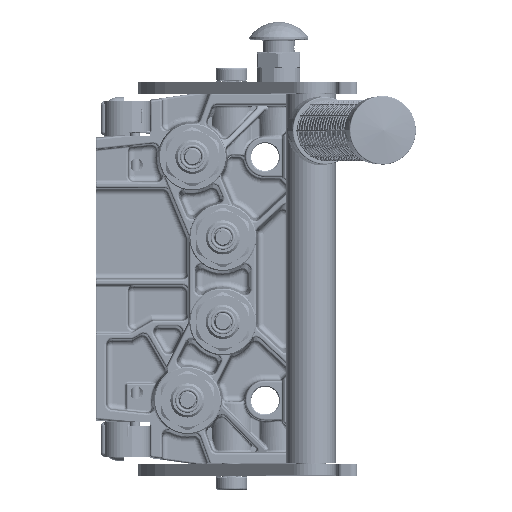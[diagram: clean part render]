
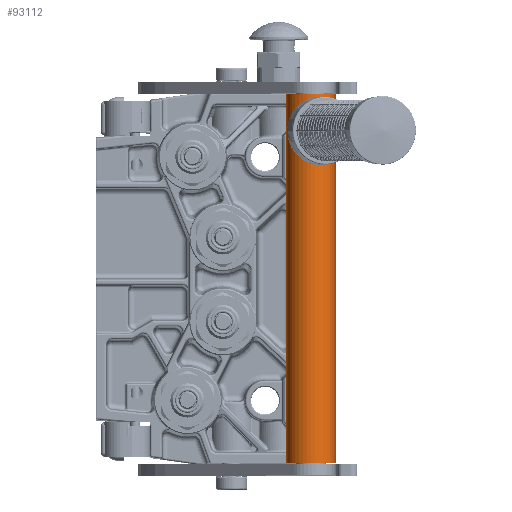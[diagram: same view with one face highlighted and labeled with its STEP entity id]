
A CAD part, top view. The second image highlights one B-rep face of the part: STEP entity #93112.
In plain terms, the highlighted cylindrical face has radius 12.5 mm (diameter 25 mm), a partial arc.
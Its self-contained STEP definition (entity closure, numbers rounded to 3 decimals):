
#737 = CARTESIAN_POINT ( 'NONE',  ( 192., 0., 12.5 ) ) ;
#4562 = EDGE_CURVE ( 'NONE', #64819, #180095, #239679, .T. ) ;
#12881 = EDGE_LOOP ( 'NONE', ( #106636, #224771, #94772, #244477 ) ) ;
#30138 = DIRECTION ( 'NONE',  ( 0., 0., -1. ) ) ;
#31273 = CYLINDRICAL_SURFACE ( 'NONE', #269674, 12.5 ) ;
#37243 = CARTESIAN_POINT ( 'NONE',  ( 4.5, 0., -12.5 ) ) ;
#64819 = VERTEX_POINT ( 'NONE', #37243 ) ;
#73407 = CARTESIAN_POINT ( 'NONE',  ( 192., 0., 0. ) ) ;
#81091 = CARTESIAN_POINT ( 'NONE',  ( -9.825, 0., 0. ) ) ;
#83339 = EDGE_CURVE ( 'NONE', #243274, #180095, #230036, .T. ) ;
#85601 = CARTESIAN_POINT ( 'NONE',  ( 192., 0., -12.5 ) ) ;
#90658 = CIRCLE ( 'NONE', #178416, 12.5 ) ;
#93112 = ADVANCED_FACE ( 'NONE', ( #189263 ), #31273, .T. ) ;
#94772 = ORIENTED_EDGE ( 'NONE', *, *, #151136, .F. ) ;
#103519 = DIRECTION ( 'NONE',  ( 0., 0., 1. ) ) ;
#106636 = ORIENTED_EDGE ( 'NONE', *, *, #4562, .T. ) ;
#118436 = CARTESIAN_POINT ( 'NONE',  ( 192., 0., 12.5 ) ) ;
#128482 = DIRECTION ( 'NONE',  ( -1., 0., 0. ) ) ;
#139897 = DIRECTION ( 'NONE',  ( -1., 0., 0. ) ) ;
#143592 = CARTESIAN_POINT ( 'NONE',  ( 192., 0., -12.5 ) ) ;
#146643 = DIRECTION ( 'NONE',  ( 0., 0., -1. ) ) ;
#151136 = EDGE_CURVE ( 'NONE', #198304, #243274, #90658, .T. ) ;
#164800 = EDGE_CURVE ( 'NONE', #198304, #64819, #206096, .T. ) ;
#178416 = AXIS2_PLACEMENT_3D ( 'NONE', #73407, #242498, #30138 ) ;
#180095 = VERTEX_POINT ( 'NONE', #197632 ) ;
#185891 = VECTOR ( 'NONE', #139897, 1000. ) ;
#188097 = CARTESIAN_POINT ( 'NONE',  ( 4.5, 0., 0. ) ) ;
#189263 = FACE_OUTER_BOUND ( 'NONE', #12881, .T. ) ;
#193081 = VECTOR ( 'NONE', #128482, 1000. ) ;
#197632 = CARTESIAN_POINT ( 'NONE',  ( 4.5, 0., 12.5 ) ) ;
#198304 = VERTEX_POINT ( 'NONE', #85601 ) ;
#206096 = LINE ( 'NONE', #143592, #185891 ) ;
#224771 = ORIENTED_EDGE ( 'NONE', *, *, #83339, .F. ) ;
#230036 = LINE ( 'NONE', #737, #193081 ) ;
#232282 = DIRECTION ( 'NONE',  ( -1., 0., 0. ) ) ;
#239679 = CIRCLE ( 'NONE', #242093, 12.5 ) ;
#242093 = AXIS2_PLACEMENT_3D ( 'NONE', #188097, #275502, #146643 ) ;
#242498 = DIRECTION ( 'NONE',  ( 1., 0., 0. ) ) ;
#243274 = VERTEX_POINT ( 'NONE', #118436 ) ;
#244477 = ORIENTED_EDGE ( 'NONE', *, *, #164800, .T. ) ;
#269674 = AXIS2_PLACEMENT_3D ( 'NONE', #81091, #232282, #103519 ) ;
#275502 = DIRECTION ( 'NONE',  ( 1., 0., 0. ) ) ;
